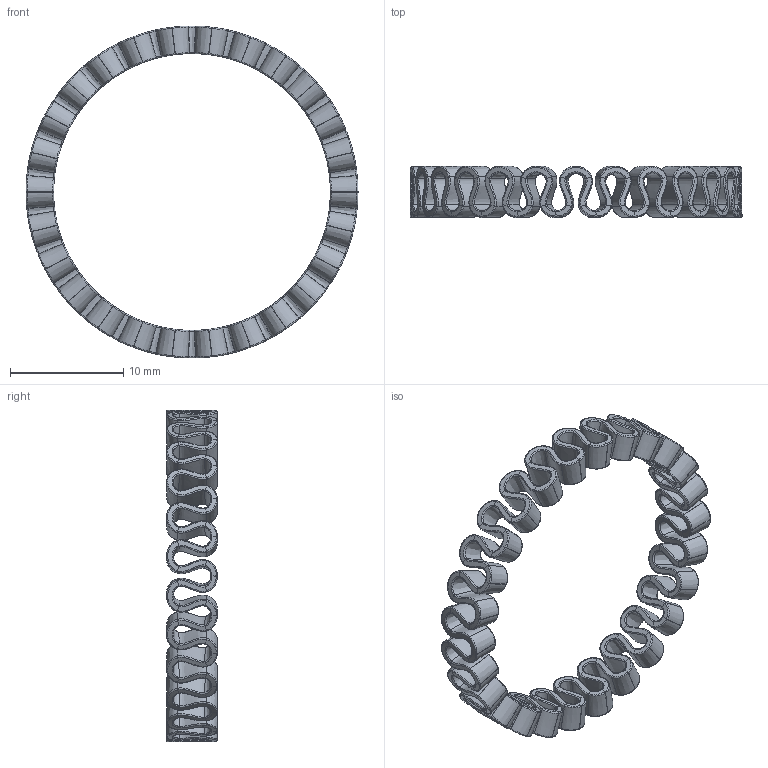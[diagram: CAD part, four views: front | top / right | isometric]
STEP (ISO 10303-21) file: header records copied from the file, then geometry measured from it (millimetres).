
FILE_DESCRIPTION(('FreeCAD Model'),'2;1');
FILE_NAME('Open CASCADE Shape Model','2025-05-04T03:44:17',('FreeCAD'),( 'FreeCAD'),'Open CASCADE STEP processor 7.6','FreeCAD','Unknown');
FILE_SCHEMA(('AUTOMOTIVE_DESIGN { 1 0 10303 214 1 1 1 1 }'));
Products named in the file (1): Open CASCADE STEP translator 7.6 1
Bounding box: 29.28 x 4.49 x 29.28 mm (x, y, z)
Volume: 387.8 mm3; surface area: 1644.3 mm2
Topology: 1 solids, 1 shells, 1638 faces, 3666 edges, 1924 vertices
Faces by surface type: bspline 1638
Entity records: 142299 total; most frequent: CARTESIAN_POINT 121086, ORIENTED_EDGE 7124, EDGE_CURVE 3562, B_SPLINE_CURVE_WITH_KNOTS 2912, VERTEX_POINT 1924, ADVANCED_FACE 1638, FACE_BOUND 1638, EDGE_LOOP 1638
